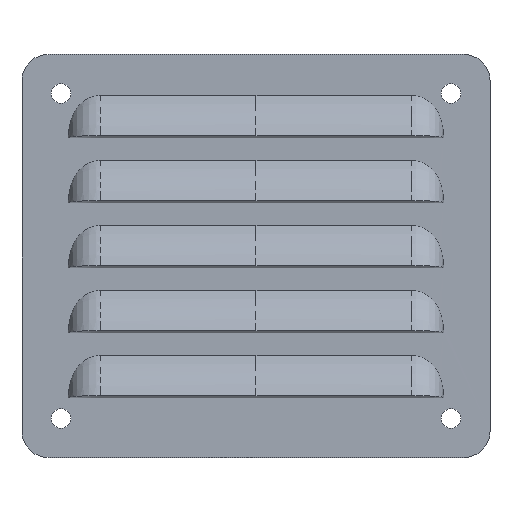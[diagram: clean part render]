
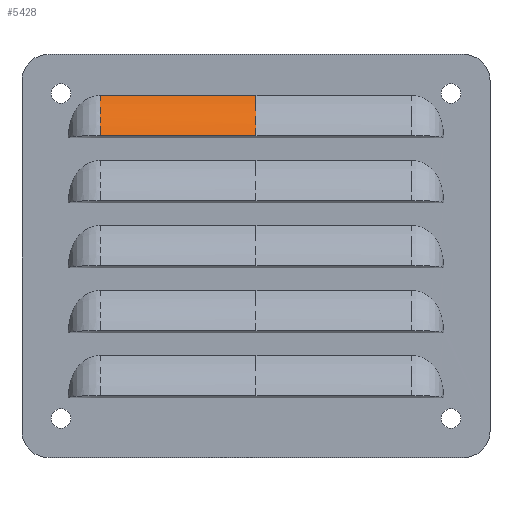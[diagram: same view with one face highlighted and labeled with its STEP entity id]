
A CAD part, top view. The second image highlights one B-rep face of the part: STEP entity #5428.
In plain terms, the highlighted cylindrical face has radius 20.32 mm (diameter 40.64 mm), a partial arc.
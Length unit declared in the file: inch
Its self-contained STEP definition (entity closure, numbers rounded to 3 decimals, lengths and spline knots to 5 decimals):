
#366 = ORIENTED_EDGE ( 'NONE', *, *, #5526, .F. ) ;
#777 = ORIENTED_EDGE ( 'NONE', *, *, #6125, .F. ) ;
#844 = VERTEX_POINT ( 'NONE', #12494 ) ;
#1486 = VERTEX_POINT ( 'NONE', #4789 ) ;
#1597 = DIRECTION ( 'NONE',  ( 0., 0., 1. ) ) ;
#1664 = DIRECTION ( 'NONE',  ( 0., 0., -1. ) ) ;
#1728 = CARTESIAN_POINT ( 'NONE',  ( 0., 1.54309, 0. ) ) ;
#2115 = VECTOR ( 'NONE', #12359, 39.37008 ) ;
#2286 = CARTESIAN_POINT ( 'NONE',  ( -1.4966, 1.54309, 0. ) ) ;
#2716 = CARTESIAN_POINT ( 'NONE',  ( -0.7466, 1.15603, 0.3082 ) ) ;
#3411 = CARTESIAN_POINT ( 'NONE',  ( -1.4966, 1.23455, 0.27882 ) ) ;
#3697 = FACE_OUTER_BOUND ( 'NONE', #9812, .T. ) ;
#4174 = CIRCLE ( 'NONE', #7518, 0.8 ) ;
#4330 = EDGE_CURVE ( 'NONE', #1486, #844, #13402, .T. ) ;
#4674 = DIRECTION ( 'NONE',  ( 1., 0., 0. ) ) ;
#4789 = CARTESIAN_POINT ( 'NONE',  ( -1.4966, 1.15603, 0.3082 ) ) ;
#5296 = CARTESIAN_POINT ( 'NONE',  ( -1.4966, 1.49687, 0.06994 ) ) ;
#5362 = CARTESIAN_POINT ( 'NONE',  ( -1.4966, 1.43957, 0.13255 ) ) ;
#5428 = ADVANCED_FACE ( 'NONE', ( #3697 ), #6835, .T. ) ;
#5526 = EDGE_CURVE ( 'NONE', #12753, #844, #4174, .T. ) ;
#6125 = EDGE_CURVE ( 'NONE', #11094, #12753, #8852, .T. ) ;
#6624 = AXIS2_PLACEMENT_3D ( 'NONE', #12362, #11107, #1664 ) ;
#6835 = CYLINDRICAL_SURFACE ( 'NONE', #6624, 0.8 ) ;
#7179 = CARTESIAN_POINT ( 'NONE',  ( -1.4966, 1.54309, 0. ) ) ;
#7518 = AXIS2_PLACEMENT_3D ( 'NONE', #11175, #4674, #1597 ) ;
#7808 = CARTESIAN_POINT ( 'NONE',  ( -1.4966, 1.54309, 0. ) ) ;
#8852 = B_SPLINE_CURVE_WITH_KNOTS ( 'NONE', 3,
 ( #7179, #9273, #11307, #1728 ),
 .UNSPECIFIED., .F., .F.,
 ( 4, 4 ),
 ( 0., 0.99773 ),
 .UNSPECIFIED. ) ;
#9255 = B_SPLINE_CURVE_WITH_KNOTS ( 'NONE', 3,
 ( #2286, #5296, #5362, #10818, #3411, #13057 ),
 .UNSPECIFIED., .F., .F.,
 ( 4, 2, 4 ),
 ( 0., 0.5, 1. ),
 .UNSPECIFIED. ) ;
#9273 = CARTESIAN_POINT ( 'NONE',  ( -0.99773, 1.54309, 0. ) ) ;
#9739 = ORIENTED_EDGE ( 'NONE', *, *, #10638, .T. ) ;
#9812 = EDGE_LOOP ( 'NONE', ( #366, #777, #9739, #13795 ) ) ;
#10638 = EDGE_CURVE ( 'NONE', #11094, #1486, #9255, .T. ) ;
#10818 = CARTESIAN_POINT ( 'NONE',  ( -1.4966, 1.3084, 0.23699 ) ) ;
#11094 = VERTEX_POINT ( 'NONE', #7808 ) ;
#11107 = DIRECTION ( 'NONE',  ( 1., 0., 0. ) ) ;
#11175 = CARTESIAN_POINT ( 'NONE',  ( 0., 0.87566, -0.44106 ) ) ;
#11307 = CARTESIAN_POINT ( 'NONE',  ( -0.49887, 1.54309, 0. ) ) ;
#12359 = DIRECTION ( 'NONE',  ( 1., 0., 0. ) ) ;
#12362 = CARTESIAN_POINT ( 'NONE',  ( 1.0034, 0.87566, -0.44106 ) ) ;
#12494 = CARTESIAN_POINT ( 'NONE',  ( 0., 1.15603, 0.3082 ) ) ;
#12753 = VERTEX_POINT ( 'NONE', #13673 ) ;
#13057 = CARTESIAN_POINT ( 'NONE',  ( -1.4966, 1.15603, 0.3082 ) ) ;
#13402 = LINE ( 'NONE', #2716, #2115 ) ;
#13673 = CARTESIAN_POINT ( 'NONE',  ( 0., 1.54309, 0. ) ) ;
#13795 = ORIENTED_EDGE ( 'NONE', *, *, #4330, .T. ) ;
